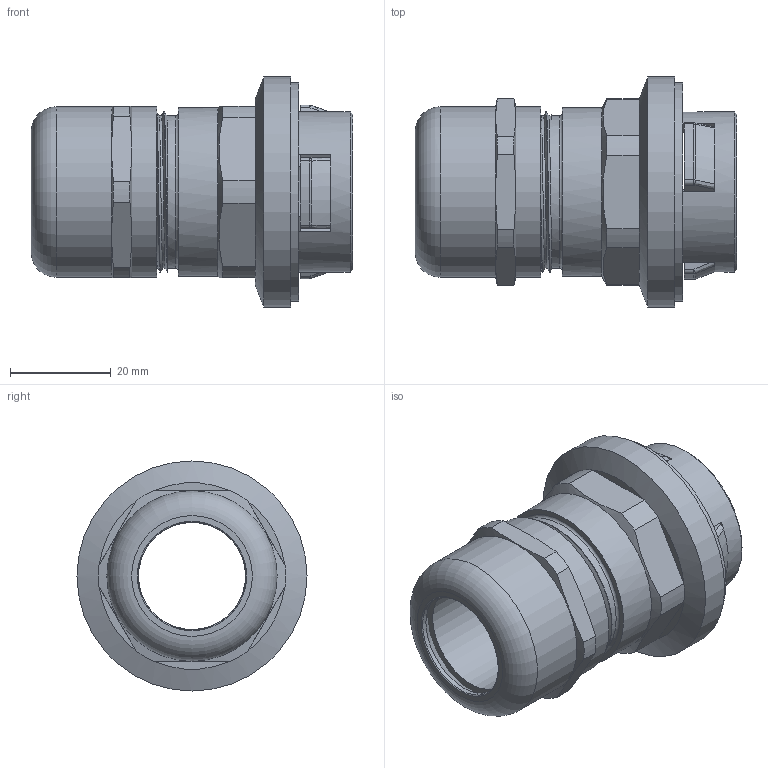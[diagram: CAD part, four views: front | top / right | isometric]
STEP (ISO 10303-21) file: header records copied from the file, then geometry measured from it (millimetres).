
FILE_DESCRIPTION(/* description */ ('Front-Fix M32'),/* implementation_level */ '2;1');
FILE_NAME(/* name */ 'FRONTFIX6032-RST.stp',/* time_stamp */ '2020-01-23T08:01:23+01:00',/* author */ ('sl'),/* organization */ (''),/* preprocessor_version */ 'ST-DEVELOPER v16.5',/* originating_system */ 'Autodesk Inventor 2017',/* authorisation */ '');
FILE_SCHEMA (('AUTOMOTIVE_DESIGN { 1 0 10303 214 3 1 1 }'));
Length unit declared in the file: millimetre
Products named in the file (8): FRONTFIX6032; FRONTFIX6032_1; FRONTFIX6032_2; FRONTFIX6032_3; FRONTFIX6032_4; FRONTFIX6032_5; FRONTFIX6032_6; FRONTFIX6032_7
Assembly tree (7 placements, depth 2):
  FRONTFIX6032
    FRONTFIX6032_1
    FRONTFIX6032_2
    FRONTFIX6032_3
    FRONTFIX6032_4
    FRONTFIX6032_5
    FRONTFIX6032_6
    FRONTFIX6032_7
Bounding box: 63.67 x 45.57 x 45.57 mm (x, y, z)
Volume: 30603.5 mm3; surface area: 34552 mm2
Topology: 7 solids, 7 shells, 581 faces, 1613 edges, 1043 vertices
Faces by surface type: plane 336, cylinder 143, torus 39, bspline 31, cone 23, sphere 9
Full cylindrical faces by diameter (mm): 21.2 x4, 21.27 x1, 21.4 x1, 21.6 x5, 22.08 x1, 23.68 x1, 23.75 x1, 24.57 x1, 24.7 x1, 25.46 x1, 25.5 x1, 25.9 x1, 26.3 x1, 26.82 x1, 29.21 x1, 29.23 x1, 30.08 x11, 30.268 x6, 30.52 x3, 31.74 x1, 32.9 x1, 33.4 x1, 33.73 x2, 40.4 x1, 43.23 x1, 43.43 x1, 45.57 x1
Entity records: 23548 total; most frequent: CARTESIAN_POINT 9301, DIRECTION 2979, ORIENTED_EDGE 2924, EDGE_CURVE 1462, AXIS2_PLACEMENT_3D 1146, VERTEX_POINT 984, LINE 687, VECTOR 687
